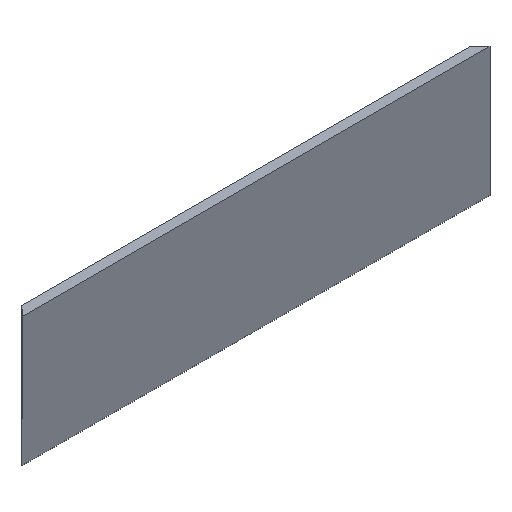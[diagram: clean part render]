
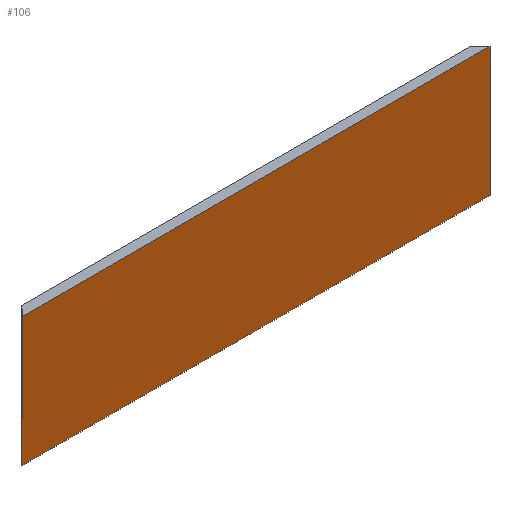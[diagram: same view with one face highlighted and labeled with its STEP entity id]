
A CAD part, isometric view. The second image highlights one B-rep face of the part: STEP entity #106.
In plain terms, the highlighted planar face has unit normal (0, -1, 0).
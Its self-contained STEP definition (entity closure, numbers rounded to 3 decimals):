
#20=FACE_OUTER_BOUND('',#26,.T.);
#26=EDGE_LOOP('',(#91,#92,#93,#94));
#30=LINE('',#171,#42);
#33=LINE('',#177,#45);
#37=LINE('',#185,#49);
#38=LINE('',#187,#50);
#42=VECTOR('',#143,10.);
#45=VECTOR('',#148,10.);
#49=VECTOR('',#156,10.);
#50=VECTOR('',#159,10.);
#51=VERTEX_POINT('',#164);
#54=VERTEX_POINT('',#169);
#56=VERTEX_POINT('',#175);
#58=VERTEX_POINT('',#183);
#62=EDGE_CURVE('',#54,#51,#30,.T.);
#65=EDGE_CURVE('',#56,#54,#33,.T.);
#69=EDGE_CURVE('',#58,#56,#37,.T.);
#70=EDGE_CURVE('',#51,#58,#38,.T.);
#91=ORIENTED_EDGE('',*,*,#69,.F.);
#92=ORIENTED_EDGE('',*,*,#70,.F.);
#93=ORIENTED_EDGE('',*,*,#62,.F.);
#94=ORIENTED_EDGE('',*,*,#65,.F.);
#100=PLANE('',#135);
#106=ADVANCED_FACE('',(#20),#100,.F.);
#135=AXIS2_PLACEMENT_3D('',#188,#160,#161);
#143=DIRECTION('',(0.,0.,1.));
#148=DIRECTION('',(-1.,0.,0.));
#156=DIRECTION('',(0.,0.,-1.));
#159=DIRECTION('',(1.,0.,0.));
#160=DIRECTION('center_axis',(0.,1.,0.));
#161=DIRECTION('ref_axis',(0.,0.,1.));
#164=CARTESIAN_POINT('',(0.,0.,0.));
#169=CARTESIAN_POINT('',(0.,0.,-39.2));
#171=CARTESIAN_POINT('',(0.,0.,-39.2));
#175=CARTESIAN_POINT('',(142.,0.,-39.2));
#177=CARTESIAN_POINT('',(142.,0.,-39.2));
#183=CARTESIAN_POINT('',(142.,0.,0.));
#185=CARTESIAN_POINT('',(142.,0.,0.));
#187=CARTESIAN_POINT('',(0.,0.,0.));
#188=CARTESIAN_POINT('Origin',(71.,0.,-19.6));
